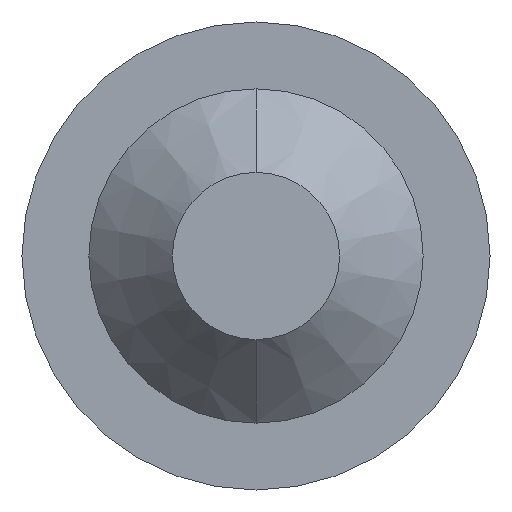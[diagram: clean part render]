
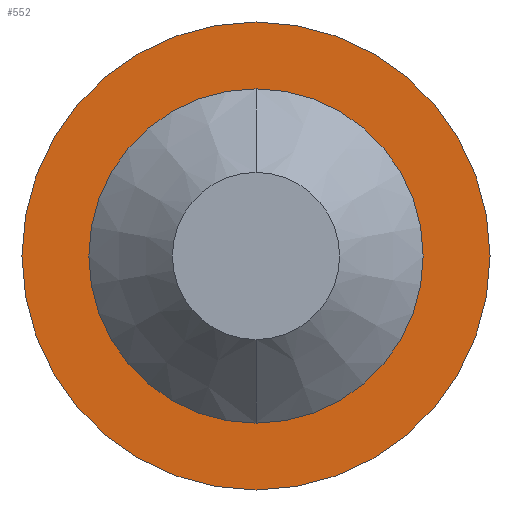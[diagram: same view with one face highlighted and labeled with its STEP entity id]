
A CAD part, front view. The second image highlights one B-rep face of the part: STEP entity #552.
In plain terms, the highlighted planar face has unit normal (0, -1, 0).
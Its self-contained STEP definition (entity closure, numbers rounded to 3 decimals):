
#1 = DIRECTION ( 'NONE',  ( 0., 1., 0. ) ) ;
#27 = ORIENTED_EDGE ( 'NONE', *, *, #574, .F. ) ;
#29 = CARTESIAN_POINT ( 'NONE',  ( 0., 0., 1.4 ) ) ;
#58 = AXIS2_PLACEMENT_3D ( 'NONE', #387, #560, #78 ) ;
#78 = DIRECTION ( 'NONE',  ( 0., 0., 1. ) ) ;
#80 = DIRECTION ( 'NONE',  ( 0., 0., 1. ) ) ;
#88 = CARTESIAN_POINT ( 'NONE',  ( 0., 0., 0. ) ) ;
#96 = CIRCLE ( 'NONE', #102, 1.4 ) ;
#102 = AXIS2_PLACEMENT_3D ( 'NONE', #278, #551, #280 ) ;
#106 = VERTEX_POINT ( 'NONE', #547 ) ;
#122 = ORIENTED_EDGE ( 'NONE', *, *, #335, .T. ) ;
#139 = CARTESIAN_POINT ( 'NONE',  ( 0., 0., -1.4 ) ) ;
#164 = ORIENTED_EDGE ( 'NONE', *, *, #303, .T. ) ;
#196 = DIRECTION ( 'NONE',  ( 0., 0., 1. ) ) ;
#200 = EDGE_LOOP ( 'NONE', ( #164, #122 ) ) ;
#214 = FACE_BOUND ( 'NONE', #200, .T. ) ;
#218 = DIRECTION ( 'NONE',  ( 0., 1., 0. ) ) ;
#235 = EDGE_CURVE ( 'NONE', #443, #330, #96, .T. ) ;
#245 = EDGE_LOOP ( 'NONE', ( #569, #27 ) ) ;
#268 = CARTESIAN_POINT ( 'NONE',  ( 0., 0., 0. ) ) ;
#278 = CARTESIAN_POINT ( 'NONE',  ( 0., 0., 0. ) ) ;
#280 = DIRECTION ( 'NONE',  ( 0., 0., 1. ) ) ;
#291 = CARTESIAN_POINT ( 'NONE',  ( 0., 0., 1. ) ) ;
#296 = AXIS2_PLACEMENT_3D ( 'NONE', #268, #1, #535 ) ;
#303 = EDGE_CURVE ( 'NONE', #390, #106, #409, .T. ) ;
#330 = VERTEX_POINT ( 'NONE', #29 ) ;
#335 = EDGE_CURVE ( 'NONE', #106, #390, #410, .T. ) ;
#336 = CARTESIAN_POINT ( 'NONE',  ( 0., 0., 0. ) ) ;
#340 = DIRECTION ( 'NONE',  ( 0., 1., 0. ) ) ;
#375 = CIRCLE ( 'NONE', #296, 1.4 ) ;
#387 = CARTESIAN_POINT ( 'NONE',  ( 0., 0., 0. ) ) ;
#390 = VERTEX_POINT ( 'NONE', #291 ) ;
#393 = FACE_OUTER_BOUND ( 'NONE', #245, .T. ) ;
#409 = CIRCLE ( 'NONE', #58, 1. ) ;
#410 = CIRCLE ( 'NONE', #479, 1. ) ;
#443 = VERTEX_POINT ( 'NONE', #139 ) ;
#479 = AXIS2_PLACEMENT_3D ( 'NONE', #336, #340, #196 ) ;
#483 = PLANE ( 'NONE',  #550 ) ;
#535 = DIRECTION ( 'NONE',  ( 0., 0., 1. ) ) ;
#547 = CARTESIAN_POINT ( 'NONE',  ( 0., 0., -1. ) ) ;
#550 = AXIS2_PLACEMENT_3D ( 'NONE', #88, #218, #80 ) ;
#551 = DIRECTION ( 'NONE',  ( 0., 1., 0. ) ) ;
#552 = ADVANCED_FACE ( 'NONE', ( #214, #393 ), #483, .F. ) ;
#560 = DIRECTION ( 'NONE',  ( 0., 1., 0. ) ) ;
#569 = ORIENTED_EDGE ( 'NONE', *, *, #235, .F. ) ;
#574 = EDGE_CURVE ( 'NONE', #330, #443, #375, .T. ) ;
